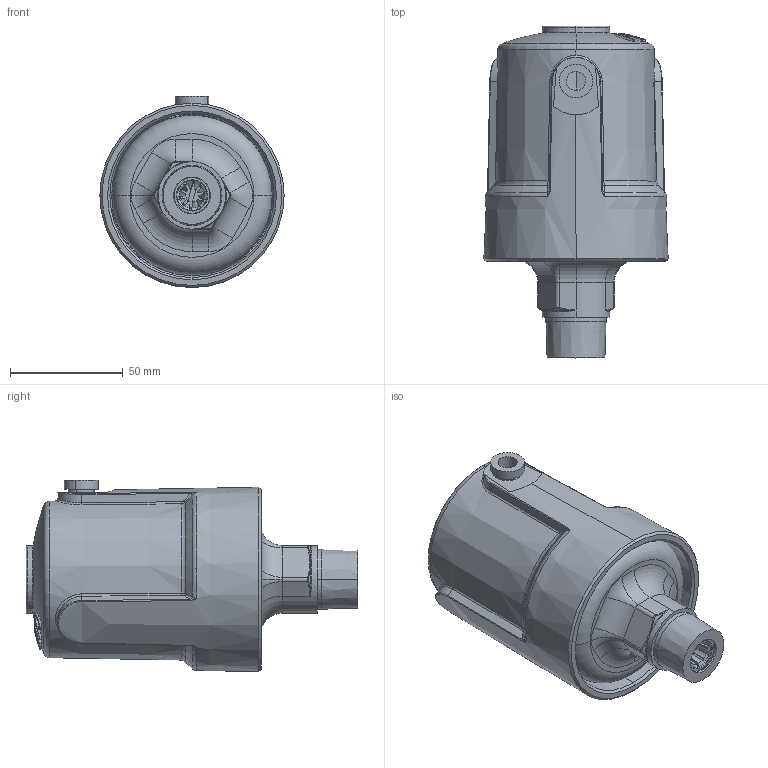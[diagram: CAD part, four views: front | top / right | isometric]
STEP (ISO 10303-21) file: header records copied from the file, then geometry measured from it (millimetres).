
FILE_DESCRIPTION (( 'STEP AP203' ), '1' );
FILE_NAME ('S-052.STEP', '2013-05-28T06:23:23', ( '' ), ( '' ), 'SwSTEP 2.0', 'SolidWorks 2012', '' );
FILE_SCHEMA (( 'CONFIG_CONTROL_DESIGN' ));
Length unit declared in the file: millimetre
Products named in the file (1): S-052
Bounding box: 81.91 x 147.5 x 84.96 mm (x, y, z)
Surface area: 46384.4 mm2 (no closed solid volume)
Topology: 0 solids, 7 shells, 369 faces, 1105 edges, 732 vertices
Faces by surface type: bspline 130, plane 112, torus 48, cone 40, cylinder 39
Entity records: 20089 total; most frequent: CARTESIAN_POINT 11570, ORIENTED_EDGE 1978, DIRECTION 1280, EDGE_CURVE 1095, VERTEX_POINT 732, B_SPLINE_CURVE_WITH_KNOTS 552, AXIS2_PLACEMENT_3D 497, EDGE_LOOP 395
